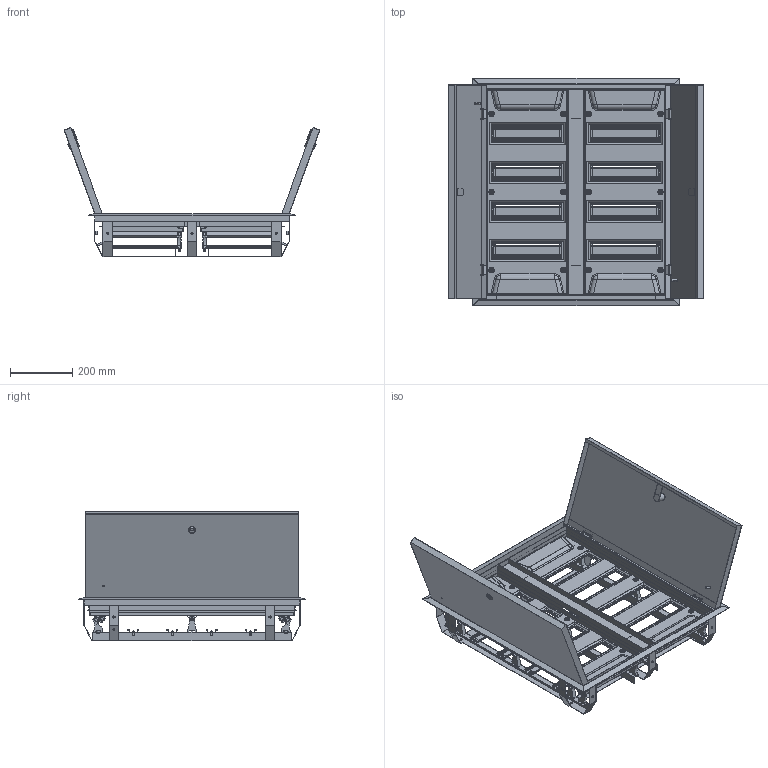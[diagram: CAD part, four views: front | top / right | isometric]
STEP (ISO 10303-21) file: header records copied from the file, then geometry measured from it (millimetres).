
FILE_DESCRIPTION (( 'STEP AP214' ), '1' );
FILE_NAME ('ShRV-2õ48_Universal.STEP', '2016-10-11T07:28:54', ( 'user' ), ( '' ), 'SwSTEP 2.0', 'SolidWorks 2014', '' );
FILE_SCHEMA (( 'AUTOMOTIVE_DESIGN' ));
Length unit declared in the file: millimetre
Products named in the file (11): Stoika Shin_‘â®©ª  ¤«ï è¨­; SC GOST 17473_gost_‚¨­â A.M5x10 ƒŽ‘’ 17473-80; ShRV-2õ48_Universal; DIN-Reika_18 ｢箘ｬ箘｢; Panel_48; Klipsa; Support; Dver_Universal_48; Panel_ShRN-48; Obolochka_Universal_2å48; Stoika pan
Assembly tree (58 placements, depth 3):
  ShRV-2õ48_Universal
    Obolochka_Universal_2å48
    Dver_Universal_48  x2
    DIN-Reika_18 ｢箘ｬ箘｢  x8
    Panel_48  x2
      Panel_ShRN-48
      Klipsa
      Stoika pan
    SC GOST 17473_gost_‚¨­â A.M5x10 ƒŽ‘’ 17473-80  x16
    Stoika Shin_‘â®©ª  ¤«ï è¨­  x8
    Support  x8
Bounding box: 818.42 x 730 x 413.15 mm (x, y, z)
Volume: 2182017.9 mm3; surface area: 3516244.3 mm2
Topology: 77 solids, 77 shells, 4750 faces, 12232 edges, 7648 vertices
Faces by surface type: plane 2726, cylinder 1024, bspline 452, torus 240, cone 156, sphere 152
Entity records: 34767 total; most frequent: CARTESIAN_POINT 7185, ORIENTED_EDGE 5634, DIRECTION 5490, EDGE_CURVE 2817, VECTOR 1994, LINE 1994, VERTEX_POINT 1817, AXIS2_PLACEMENT_3D 1748
